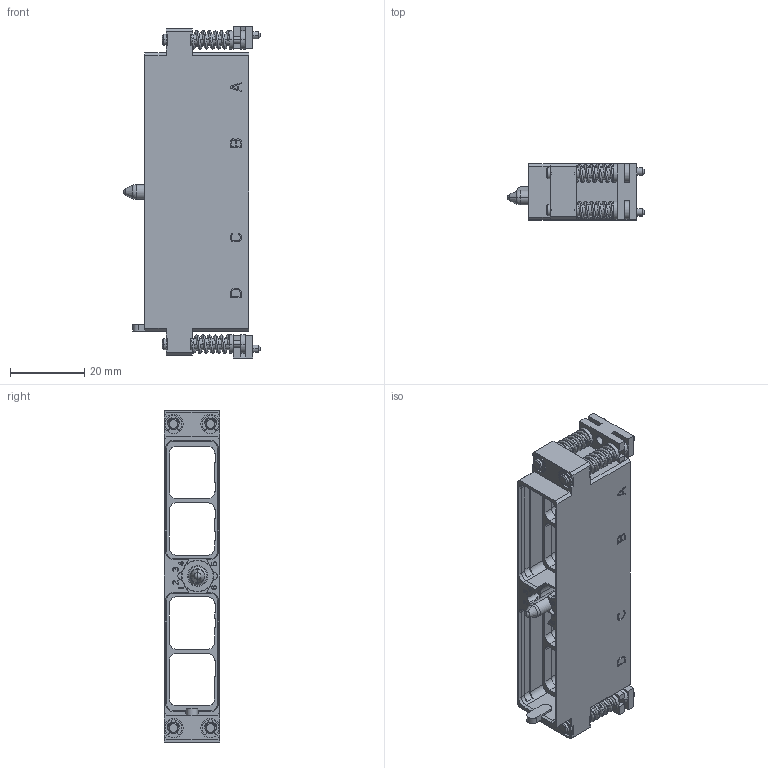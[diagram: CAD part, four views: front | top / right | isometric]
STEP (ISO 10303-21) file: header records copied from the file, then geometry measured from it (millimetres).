
FILE_DESCRIPTION((''),'2;1');
FILE_NAME('SIM2N88N','2019-10-30T',('presta_be4'),(''),'CREO PARAMETRIC BY PTC INC, 2018360','CREO PARAMETRIC BY PTC INC, 2018360','');
FILE_SCHEMA(('CONFIG_CONTROL_DESIGN'));
Length unit declared in the file: millimetre
Products named in the file (1): SIM2N88N
Bounding box: 36.87 x 15.06 x 89.5 mm (x, y, z)
Volume: 10354.3 mm3; surface area: 15926 mm2
Topology: 1 solids, 1 shells, 1030 faces, 2860 edges, 1843 vertices
Faces by surface type: plane 716, cylinder 240, cone 54, bspline 16, sphere 4
Entity records: 45608 total; most frequent: CARTESIAN_POINT 18823, ORIENTED_EDGE 5716, DIRECTION 5426, EDGE_CURVE 2858, VECTOR 2134, LINE 2134, VERTEX_POINT 1843, AXIS2_PLACEMENT_3D 1646
